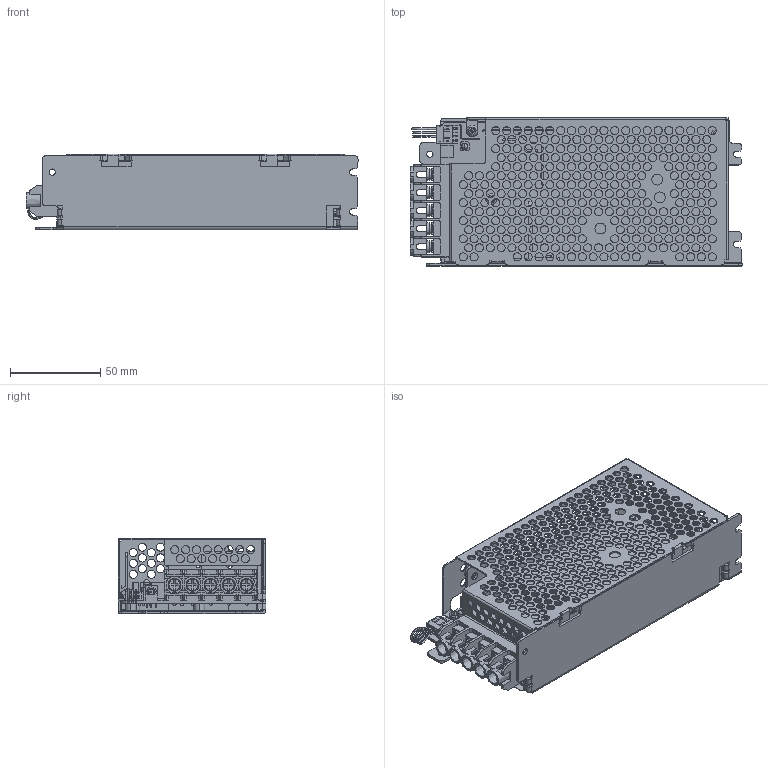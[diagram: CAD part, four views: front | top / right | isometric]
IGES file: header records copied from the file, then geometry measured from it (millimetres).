
Start section: Elysium IGES Interface
Global section: file name: 150HLFS150A_20161220.igs; native system: PTC Creo Elements/Direct Modeling 19.0  09-May-2014; preprocessor: Creo Element/Direct IGES_3D V2.2; author: Unknown; organization: Unknown; date: 20161220.194634; units: millimetre
Bounding box: 184 x 82 x 42 mm (x, y, z)
Volume: 5.8 mm3; surface area: 136154.6 mm2
Topology: 10 solids, 12 shells, 2967 faces, 8783 edges, 5790 vertices
Faces by surface type: bspline 2967
